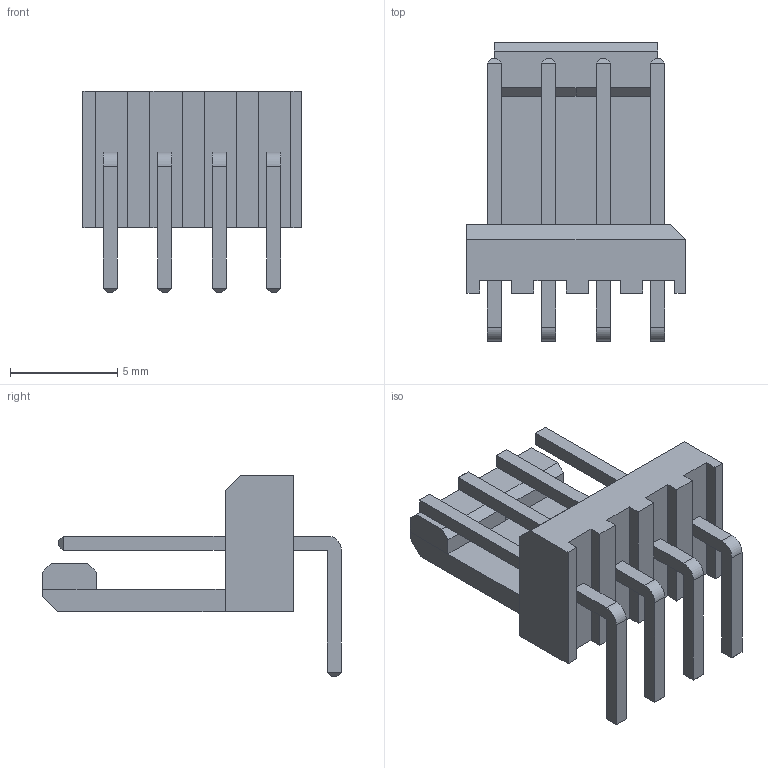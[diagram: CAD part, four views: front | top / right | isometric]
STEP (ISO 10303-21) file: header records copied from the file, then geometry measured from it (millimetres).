
FILE_DESCRIPTION(('FreeCAD Model'),'2;1');
FILE_NAME('Open CASCADE Shape Model','2021-12-26T17:28:31',( 'kicad StepUp'),('ksu MCAD'),'Open CASCADE STEP processor 7.5', 'FreeCAD','Unknown');
FILE_SCHEMA(('AUTOMOTIVE_DESIGN { 1 0 10303 214 1 1 1 1 }'));
Length unit declared in the file: millimetre
Products named in the file (1): MOLEX_KK_1x04_P2.54mm_HORIZONTAL
Bounding box: 10.16 x 13.92 x 9.39 mm (x, y, z)
Volume: 294.5 mm3; surface area: 582 mm2
Topology: 1 solids, 1 shells, 125 faces, 304 edges, 189 vertices
Faces by surface type: plane 121, cylinder 4
Entity records: 3848 total; most frequent: CARTESIAN_POINT 619, ORIENTED_EDGE 608, DIRECTION 564, EDGE_CURVE 304, LINE 296, VECTOR 296, VERTEX_POINT 189, AXIS2_PLACEMENT_3D 134
